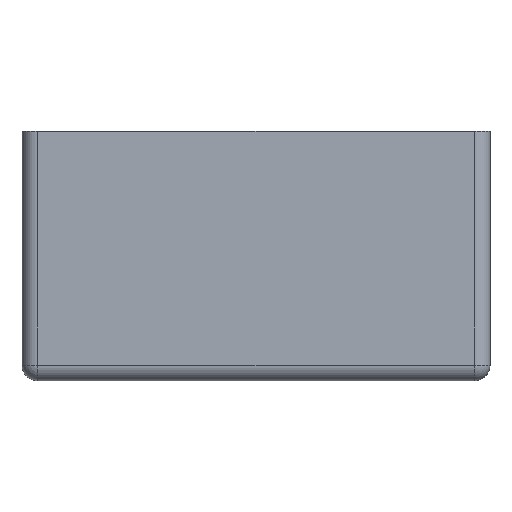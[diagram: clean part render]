
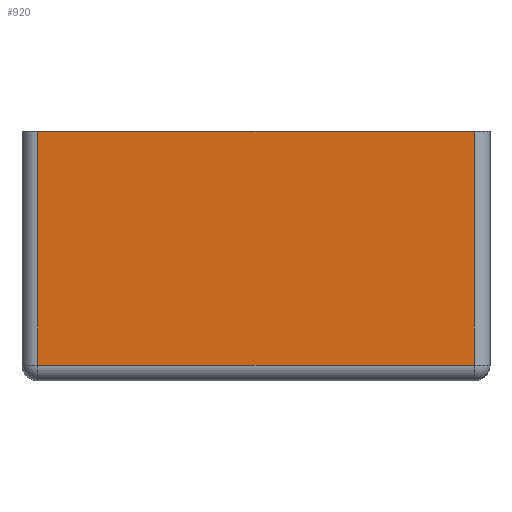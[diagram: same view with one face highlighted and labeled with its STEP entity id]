
A CAD part, top view. The second image highlights one B-rep face of the part: STEP entity #920.
In plain terms, the highlighted planar face has unit normal (0, 0, 1).
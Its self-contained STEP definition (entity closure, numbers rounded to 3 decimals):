
#907=AXIS2_PLACEMENT_3D('Plane Axis2P3D',#904,#905,#906) ;
#421=CARTESIAN_POINT('Vertex',(0.5,8.,8.5)) ;
#424=CARTESIAN_POINT('Line Origine',(7.5,8.,8.5)) ;
#428=CARTESIAN_POINT('Vertex',(14.5,8.,8.5)) ;
#800=CARTESIAN_POINT('Line Origine',(14.5,4.,8.5)) ;
#804=CARTESIAN_POINT('Vertex',(14.5,0.5,8.5)) ;
#882=CARTESIAN_POINT('Vertex',(0.5,0.5,8.5)) ;
#885=CARTESIAN_POINT('Line Origine',(0.5,4.,8.5)) ;
#904=CARTESIAN_POINT('Axis2P3D Location',(15.,8.,8.5)) ;
#909=CARTESIAN_POINT('Line Origine',(7.5,0.5,8.5)) ;
#425=DIRECTION('Vector Direction',(-1.,0.,0.)) ;
#801=DIRECTION('Vector Direction',(0.,1.,0.)) ;
#886=DIRECTION('Vector Direction',(0.,-1.,0.)) ;
#905=DIRECTION('Axis2P3D Direction',(0.,0.,1.)) ;
#906=DIRECTION('Axis2P3D XDirection',(-1.,0.,0.)) ;
#910=DIRECTION('Vector Direction',(1.,0.,0.)) ;
#426=VECTOR('Line Direction',#425,1.) ;
#802=VECTOR('Line Direction',#801,1.) ;
#887=VECTOR('Line Direction',#886,1.) ;
#911=VECTOR('Line Direction',#910,1.) ;
#915=ORIENTED_EDGE('',*,*,#430,.T.) ;
#916=ORIENTED_EDGE('',*,*,#889,.T.) ;
#917=ORIENTED_EDGE('',*,*,#913,.T.) ;
#918=ORIENTED_EDGE('',*,*,#806,.T.) ;
#920=ADVANCED_FACE('MARKIERER',(#919),#908,.T.) ;
#430=EDGE_CURVE('',#429,#422,#427,.T.) ;
#806=EDGE_CURVE('',#805,#429,#803,.T.) ;
#889=EDGE_CURVE('',#422,#883,#888,.T.) ;
#913=EDGE_CURVE('',#883,#805,#912,.T.) ;
#914=EDGE_LOOP('',(#915,#916,#917,#918)) ;
#919=FACE_OUTER_BOUND('',#914,.T.) ;
#427=LINE('Line',#424,#426) ;
#803=LINE('Line',#800,#802) ;
#888=LINE('Line',#885,#887) ;
#912=LINE('Line',#909,#911) ;
#908=PLANE('',#907) ;
#422=VERTEX_POINT('',#421) ;
#429=VERTEX_POINT('',#428) ;
#805=VERTEX_POINT('',#804) ;
#883=VERTEX_POINT('',#882) ;
